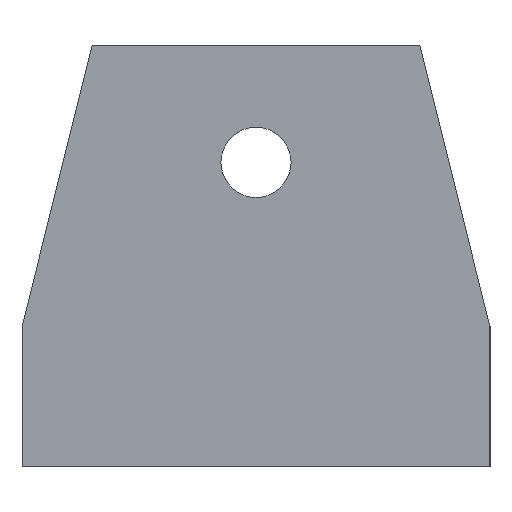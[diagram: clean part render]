
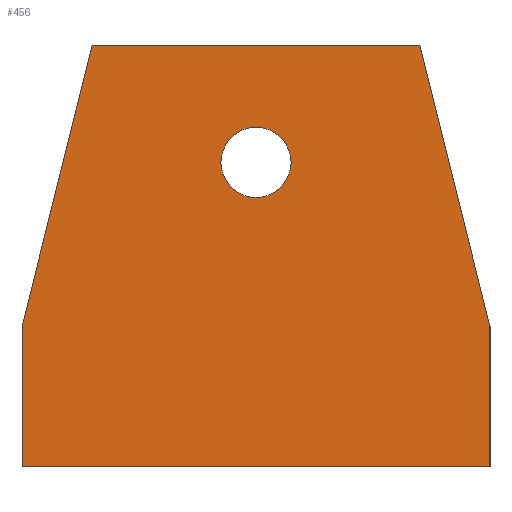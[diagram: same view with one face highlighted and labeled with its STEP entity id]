
A CAD part, left-side view. The second image highlights one B-rep face of the part: STEP entity #456.
In plain terms, the highlighted planar face has unit normal (-1, 0, 0).
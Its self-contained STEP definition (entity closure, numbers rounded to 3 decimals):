
#22=FACE_BOUND('',#76,.T.);
#26=CIRCLE('',#491,1.5);
#47=FACE_OUTER_BOUND('',#75,.T.);
#75=EDGE_LOOP('',(#360,#361,#362,#363,#364,#365));
#76=EDGE_LOOP('',(#366));
#100=LINE('',#664,#155);
#104=LINE('',#672,#159);
#107=LINE('',#678,#162);
#115=LINE('',#700,#170);
#123=LINE('',#720,#178);
#124=LINE('',#722,#179);
#155=VECTOR('',#537,10.);
#159=VECTOR('',#543,10.);
#162=VECTOR('',#548,10.);
#170=VECTOR('',#570,10.);
#178=VECTOR('',#590,10.);
#179=VECTOR('',#593,10.);
#208=VERTEX_POINT('',#662);
#209=VERTEX_POINT('',#663);
#212=VERTEX_POINT('',#671);
#214=VERTEX_POINT('',#677);
#217=VERTEX_POINT('',#685);
#221=VERTEX_POINT('',#698);
#227=VERTEX_POINT('',#718);
#248=EDGE_CURVE('',#208,#209,#100,.T.);
#252=EDGE_CURVE('',#209,#212,#104,.T.);
#255=EDGE_CURVE('',#214,#208,#107,.T.);
#260=EDGE_CURVE('',#217,#217,#26,.T.);
#267=EDGE_CURVE('',#221,#212,#115,.T.);
#277=EDGE_CURVE('',#221,#227,#123,.T.);
#278=EDGE_CURVE('',#227,#214,#124,.T.);
#360=ORIENTED_EDGE('',*,*,#252,.T.);
#361=ORIENTED_EDGE('',*,*,#267,.F.);
#362=ORIENTED_EDGE('',*,*,#277,.T.);
#363=ORIENTED_EDGE('',*,*,#278,.T.);
#364=ORIENTED_EDGE('',*,*,#255,.T.);
#365=ORIENTED_EDGE('',*,*,#248,.T.);
#366=ORIENTED_EDGE('',*,*,#260,.T.);
#431=PLANE('',#502);
#456=ADVANCED_FACE('',(#47,#22),#431,.T.);
#491=AXIS2_PLACEMENT_3D('',#687,#556,#557);
#502=AXIS2_PLACEMENT_3D('',#721,#591,#592);
#537=DIRECTION('',(0.,1.,0.));
#543=DIRECTION('',(0.,0.243,-0.97));
#548=DIRECTION('',(0.,0.243,0.97));
#556=DIRECTION('center_axis',(1.,0.,0.));
#557=DIRECTION('ref_axis',(0.,1.,0.));
#570=DIRECTION('',(0.,0.,1.));
#590=DIRECTION('',(0.,-1.,0.));
#591=DIRECTION('center_axis',(-1.,0.,0.));
#592=DIRECTION('ref_axis',(0.,0.,1.));
#593=DIRECTION('',(0.,0.,1.));
#662=CARTESIAN_POINT('',(-10.,3.,17.));
#663=CARTESIAN_POINT('',(-10.,17.,17.));
#664=CARTESIAN_POINT('',(-10.,8.5,17.));
#671=CARTESIAN_POINT('',(-10.,20.,5.));
#672=CARTESIAN_POINT('',(-10.,20.235,4.059));
#677=CARTESIAN_POINT('',(-10.,0.,5.));
#678=CARTESIAN_POINT('',(-10.,0.676,7.706));
#685=CARTESIAN_POINT('',(-10.,8.5,12.));
#687=CARTESIAN_POINT('Origin',(-10.,10.,12.));
#698=CARTESIAN_POINT('',(-10.,20.,-1.));
#700=CARTESIAN_POINT('',(-10.,20.,-2.));
#718=CARTESIAN_POINT('',(-10.,0.,-1.));
#720=CARTESIAN_POINT('',(-10.,0.,-1.));
#721=CARTESIAN_POINT('Origin',(-10.,0.,-2.));
#722=CARTESIAN_POINT('',(-10.,0.,-2.));
